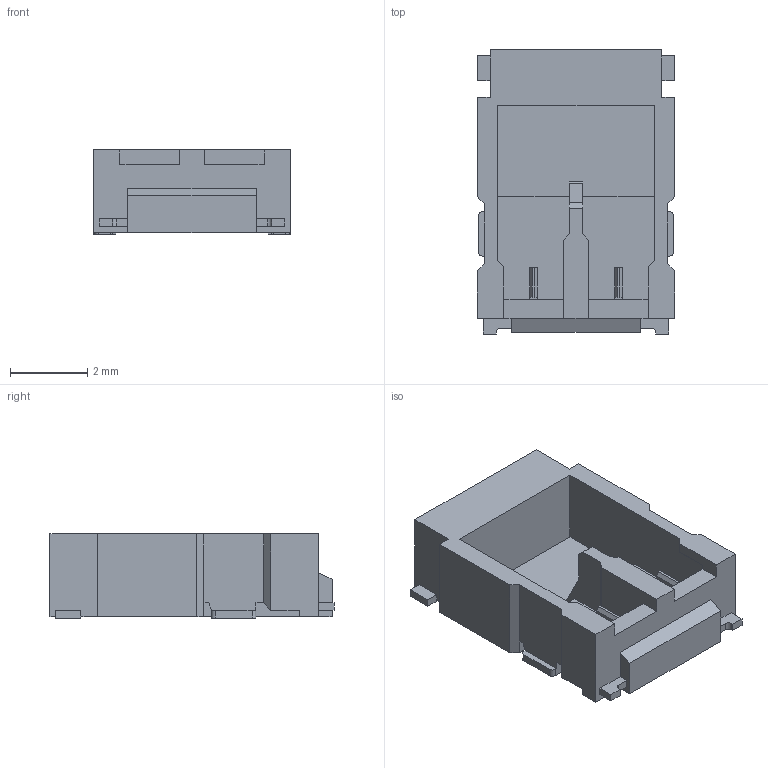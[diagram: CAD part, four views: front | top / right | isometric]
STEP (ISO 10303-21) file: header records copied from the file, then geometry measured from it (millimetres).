
FILE_DESCRIPTION(('CoCreate Modeling STEP Export'),'2;1');
FILE_NAME('DF61-2P-2.2V.stp','2012-05-08T 9:25:58',(''),(''),'CoCreate Modeling STEP processor for AP214 (Solid Model)','CoCreate Modeling 17.0 01-Apr-2010 (C) Parametric Technology GmbH','');
FILE_SCHEMA(('AUTOMOTIVE_DESIGN { 1 0 10303 214 1 1 1 1 }'));
Length unit declared in the file: millimetre
Products named in the file (1): ケース
Bounding box: 5.1 x 7.35 x 2.18 mm (x, y, z)
Volume: 40.2 mm3; surface area: 171.5 mm2
Topology: 1 solids, 1 shells, 125 faces, 361 edges, 238 vertices
Faces by surface type: plane 117, cylinder 8
Entity records: 4023 total; most frequent: ORIENTED_EDGE 722, CARTESIAN_POINT 719, DIRECTION 621, EDGE_CURVE 361, VECTOR 341, LINE 341, VERTEX_POINT 238, AXIS2_PLACEMENT_3D 140
